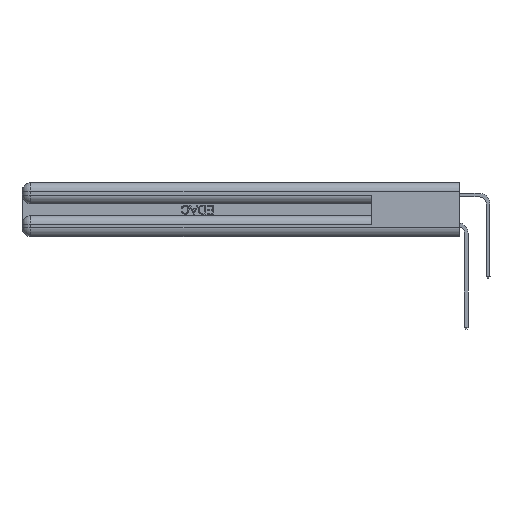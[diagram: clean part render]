
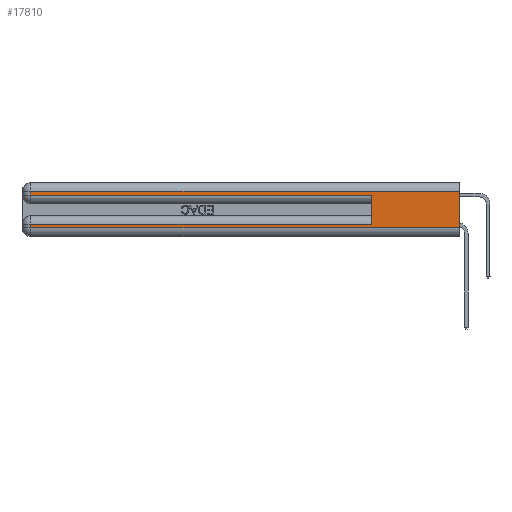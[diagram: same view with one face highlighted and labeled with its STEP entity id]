
A CAD part, left-side view. The second image highlights one B-rep face of the part: STEP entity #17810.
In plain terms, the highlighted planar face has unit normal (-1, 0, 0).
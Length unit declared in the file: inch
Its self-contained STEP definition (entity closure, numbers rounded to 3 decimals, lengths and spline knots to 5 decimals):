
#542 = EDGE_CURVE ( 'NONE', #26228, #21597, #4119, .T. ) ;
#1176 = ORIENTED_EDGE ( 'NONE', *, *, #39563, .T. ) ;
#3473 = ORIENTED_EDGE ( 'NONE', *, *, #542, .F. ) ;
#3611 = LINE ( 'NONE', #22604, #39479 ) ;
#4119 = LINE ( 'NONE', #8139, #30764 ) ;
#4433 = ORIENTED_EDGE ( 'NONE', *, *, #6105, .T. ) ;
#5486 = CARTESIAN_POINT ( 'NONE',  ( 0., 2.94, 0.31 ) ) ;
#6105 = EDGE_CURVE ( 'NONE', #26228, #11446, #6417, .T. ) ;
#6417 = LINE ( 'NONE', #42718, #43346 ) ;
#6733 = LINE ( 'NONE', #23222, #15951 ) ;
#6974 = DIRECTION ( 'NONE',  ( 0., 1., 0. ) ) ;
#6994 = EDGE_CURVE ( 'NONE', #41658, #30965, #6733, .T. ) ;
#8139 = CARTESIAN_POINT ( 'NONE',  ( 0., 0., 0.37 ) ) ;
#8737 = CARTESIAN_POINT ( 'NONE',  ( 0., 0.6, 0.285 ) ) ;
#8910 = LINE ( 'NONE', #26977, #44764 ) ;
#10025 = ORIENTED_EDGE ( 'NONE', *, *, #42180, .T. ) ;
#10481 = AXIS2_PLACEMENT_3D ( 'NONE', #38037, #17240, #41558 ) ;
#11446 = VERTEX_POINT ( 'NONE', #5486 ) ;
#12307 = DIRECTION ( 'NONE',  ( 0., -1., 0. ) ) ;
#12430 = VERTEX_POINT ( 'NONE', #24265 ) ;
#13057 = CARTESIAN_POINT ( 'NONE',  ( 0., 2.94, 0.285 ) ) ;
#13199 = ORIENTED_EDGE ( 'NONE', *, *, #6994, .F. ) ;
#13367 = DIRECTION ( 'NONE',  ( 0., 0., 1. ) ) ;
#13979 = EDGE_CURVE ( 'NONE', #15090, #30965, #3611, .T. ) ;
#15090 = VERTEX_POINT ( 'NONE', #13057 ) ;
#15658 = ORIENTED_EDGE ( 'NONE', *, *, #17165, .T. ) ;
#15823 = FACE_OUTER_BOUND ( 'NONE', #18460, .T. ) ;
#15951 = VECTOR ( 'NONE', #13367, 39.37008 ) ;
#17165 = EDGE_CURVE ( 'NONE', #41658, #26543, #24597, .T. ) ;
#17240 = DIRECTION ( 'NONE',  ( 1., 0., 0. ) ) ;
#17810 = ADVANCED_FACE ( 'NONE', ( #15823 ), #41403, .F. ) ;
#18436 = DIRECTION ( 'NONE',  ( 0., 1., 0. ) ) ;
#18460 = EDGE_LOOP ( 'NONE', ( #3473, #4433, #1176, #32375, #13199, #15658, #10025, #35062 ) ) ;
#21597 = VERTEX_POINT ( 'NONE', #38990 ) ;
#22099 = CARTESIAN_POINT ( 'NONE',  ( 0., 0., 0.06 ) ) ;
#22604 = CARTESIAN_POINT ( 'NONE',  ( 0., 0., 0.285 ) ) ;
#23222 = CARTESIAN_POINT ( 'NONE',  ( 0., 0.6, 0.145 ) ) ;
#24089 = CARTESIAN_POINT ( 'NONE',  ( 0., 2.94, 0.085 ) ) ;
#24265 = CARTESIAN_POINT ( 'NONE',  ( 0., 2.94, 0.06 ) ) ;
#24597 = LINE ( 'NONE', #34617, #41991 ) ;
#25987 = DIRECTION ( 'NONE',  ( 0., 0., -1. ) ) ;
#26228 = VERTEX_POINT ( 'NONE', #39749 ) ;
#26543 = VERTEX_POINT ( 'NONE', #24089 ) ;
#26977 = CARTESIAN_POINT ( 'NONE',  ( 0., 2.94, 0.37 ) ) ;
#30764 = VECTOR ( 'NONE', #36064, 39.37008 ) ;
#30965 = VERTEX_POINT ( 'NONE', #8737 ) ;
#32375 = ORIENTED_EDGE ( 'NONE', *, *, #13979, .T. ) ;
#32587 = DIRECTION ( 'NONE',  ( 0., -1., 0. ) ) ;
#33668 = VECTOR ( 'NONE', #25987, 39.37008 ) ;
#34617 = CARTESIAN_POINT ( 'NONE',  ( 0., 0., 0.085 ) ) ;
#35062 = ORIENTED_EDGE ( 'NONE', *, *, #35201, .T. ) ;
#35134 = CARTESIAN_POINT ( 'NONE',  ( 0., 0.6, 0.085 ) ) ;
#35201 = EDGE_CURVE ( 'NONE', #12430, #21597, #44113, .T. ) ;
#35840 = LINE ( 'NONE', #43261, #33668 ) ;
#36064 = DIRECTION ( 'NONE',  ( 0., 0., -1. ) ) ;
#38037 = CARTESIAN_POINT ( 'NONE',  ( 0., 0., 0.37 ) ) ;
#38990 = CARTESIAN_POINT ( 'NONE',  ( 0., 0., 0.06 ) ) ;
#39479 = VECTOR ( 'NONE', #12307, 39.37008 ) ;
#39563 = EDGE_CURVE ( 'NONE', #11446, #15090, #8910, .T. ) ;
#39749 = CARTESIAN_POINT ( 'NONE',  ( 0., 0., 0.31 ) ) ;
#40924 = DIRECTION ( 'NONE',  ( 0., 0., -1. ) ) ;
#41403 = PLANE ( 'NONE',  #10481 ) ;
#41558 = DIRECTION ( 'NONE',  ( 0., 0., -1. ) ) ;
#41658 = VERTEX_POINT ( 'NONE', #35134 ) ;
#41991 = VECTOR ( 'NONE', #6974, 39.37008 ) ;
#42180 = EDGE_CURVE ( 'NONE', #26543, #12430, #35840, .T. ) ;
#42718 = CARTESIAN_POINT ( 'NONE',  ( 0., 0., 0.31 ) ) ;
#43018 = VECTOR ( 'NONE', #32587, 39.37008 ) ;
#43261 = CARTESIAN_POINT ( 'NONE',  ( 0., 2.94, 0.37 ) ) ;
#43346 = VECTOR ( 'NONE', #18436, 39.37008 ) ;
#44113 = LINE ( 'NONE', #22099, #43018 ) ;
#44764 = VECTOR ( 'NONE', #40924, 39.37008 ) ;
